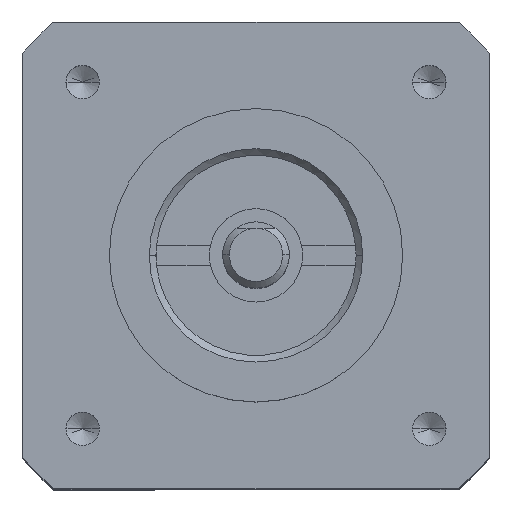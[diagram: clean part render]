
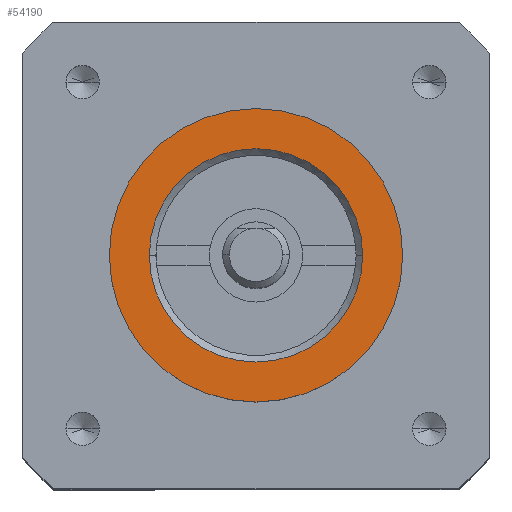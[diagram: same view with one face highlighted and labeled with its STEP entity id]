
A CAD part, top view. The second image highlights one B-rep face of the part: STEP entity #54190.
In plain terms, the highlighted planar face has unit normal (0, 0, 1).
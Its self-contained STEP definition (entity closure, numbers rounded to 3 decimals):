
#1385 = CARTESIAN_POINT ( 'NONE',  ( 0., 0., 40. ) ) ;
#2445 = DIRECTION ( 'NONE',  ( 0., 0., 1. ) ) ;
#4216 = DIRECTION ( 'NONE',  ( 1., 0., 0. ) ) ;
#4659 = CIRCLE ( 'NONE', #93066, 11. ) ;
#5008 = VERTEX_POINT ( 'NONE', #75123 ) ;
#6476 = VERTEX_POINT ( 'NONE', #91406 ) ;
#6478 = AXIS2_PLACEMENT_3D ( 'NONE', #86747, #12924, #46108 ) ;
#9265 = VERTEX_POINT ( 'NONE', #69026 ) ;
#10421 = CIRCLE ( 'NONE', #93667, 8. ) ;
#12924 = DIRECTION ( 'NONE',  ( 0., 0., 1. ) ) ;
#14525 = DIRECTION ( 'NONE',  ( 0., 0., 1. ) ) ;
#14584 = CARTESIAN_POINT ( 'NONE',  ( 0., 0., 40. ) ) ;
#15685 = CARTESIAN_POINT ( 'NONE',  ( -11., 0., 40. ) ) ;
#16374 = ORIENTED_EDGE ( 'NONE', *, *, #88803, .F. ) ;
#17899 = FACE_BOUND ( 'NONE', #98373, .T. ) ;
#22747 = CIRCLE ( 'NONE', #76385, 8. ) ;
#24351 = DIRECTION ( 'NONE',  ( 1., 0., 0. ) ) ;
#25443 = EDGE_CURVE ( 'NONE', #6476, #5008, #10421, .T. ) ;
#32167 = EDGE_CURVE ( 'NONE', #82782, #9265, #62578, .T. ) ;
#34499 = DIRECTION ( 'NONE',  ( 1., 0., 0. ) ) ;
#38313 = DIRECTION ( 'NONE',  ( 1., 0., 0. ) ) ;
#41707 = DIRECTION ( 'NONE',  ( 0., 0., 1. ) ) ;
#41749 = AXIS2_PLACEMENT_3D ( 'NONE', #47016, #46486, #38313 ) ;
#46108 = DIRECTION ( 'NONE',  ( 1., 0., 0. ) ) ;
#46486 = DIRECTION ( 'NONE',  ( 0., 0., 1. ) ) ;
#47016 = CARTESIAN_POINT ( 'NONE',  ( 0., 0., 40. ) ) ;
#51044 = FACE_OUTER_BOUND ( 'NONE', #90749, .T. ) ;
#54190 = ADVANCED_FACE ( 'NONE', ( #17899, #51044 ), #76466, .T. ) ;
#54975 = EDGE_CURVE ( 'NONE', #9265, #82782, #4659, .T. ) ;
#62578 = CIRCLE ( 'NONE', #41749, 11. ) ;
#69026 = CARTESIAN_POINT ( 'NONE',  ( 11., 0., 40. ) ) ;
#75123 = CARTESIAN_POINT ( 'NONE',  ( 8., 0., 40. ) ) ;
#76385 = AXIS2_PLACEMENT_3D ( 'NONE', #87763, #14525, #4216 ) ;
#76466 = PLANE ( 'NONE',  #6478 ) ;
#82782 = VERTEX_POINT ( 'NONE', #15685 ) ;
#84556 = ORIENTED_EDGE ( 'NONE', *, *, #54975, .T. ) ;
#86747 = CARTESIAN_POINT ( 'NONE',  ( 0., 0., 40. ) ) ;
#87763 = CARTESIAN_POINT ( 'NONE',  ( 0., 0., 40. ) ) ;
#87783 = ORIENTED_EDGE ( 'NONE', *, *, #32167, .T. ) ;
#88803 = EDGE_CURVE ( 'NONE', #5008, #6476, #22747, .T. ) ;
#90749 = EDGE_LOOP ( 'NONE', ( #87783, #84556 ) ) ;
#91406 = CARTESIAN_POINT ( 'NONE',  ( -8., 0., 40. ) ) ;
#93066 = AXIS2_PLACEMENT_3D ( 'NONE', #14584, #41707, #24351 ) ;
#93667 = AXIS2_PLACEMENT_3D ( 'NONE', #1385, #2445, #34499 ) ;
#98373 = EDGE_LOOP ( 'NONE', ( #16374, #103931 ) ) ;
#103931 = ORIENTED_EDGE ( 'NONE', *, *, #25443, .F. ) ;
